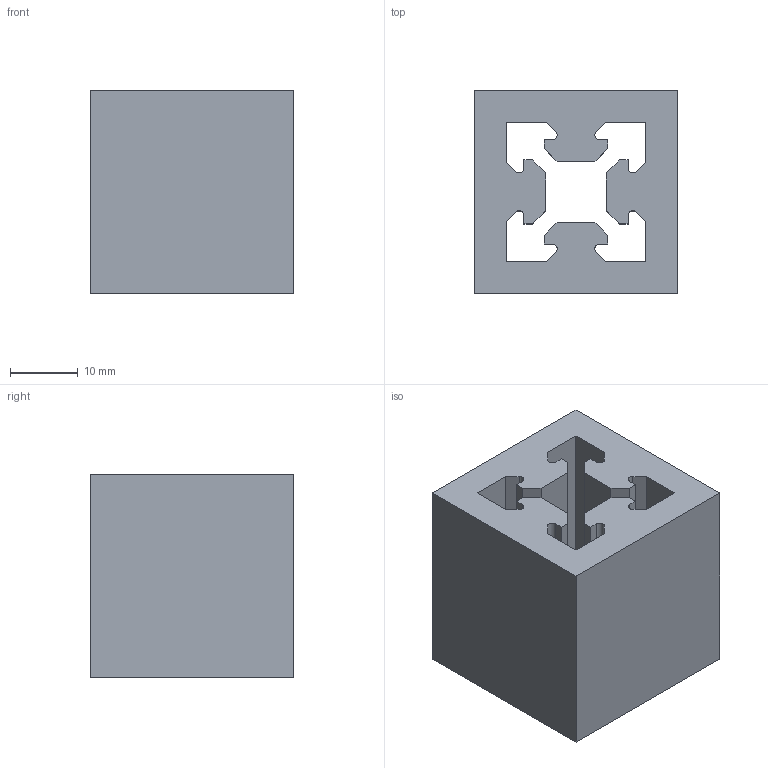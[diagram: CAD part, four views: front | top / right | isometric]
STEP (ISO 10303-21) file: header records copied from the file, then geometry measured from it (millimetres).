
FILE_DESCRIPTION (( 'STEP AP214' ), '1' );
FILE_NAME ('extrusion test.STEP', '2024-12-21T13:25:22', ( '' ), ( '' ), 'SwSTEP 2.0', 'SolidWorks 2023', '' );
FILE_SCHEMA (( 'AUTOMOTIVE_DESIGN' ));
Length unit declared in the file: millimetre
Products named in the file (1): extrusion test
Bounding box: 30 x 30 x 30 mm (x, y, z)
Volume: 19532.5 mm3; surface area: 9115.7 mm2
Topology: 1 solids, 1 shells, 60 faces, 174 edges, 116 vertices
Faces by surface type: plane 50, cylinder 10
Entity records: 1985 total; most frequent: CARTESIAN_POINT 351, ORIENTED_EDGE 348, DIRECTION 316, EDGE_CURVE 174, VECTOR 154, LINE 154, VERTEX_POINT 116, AXIS2_PLACEMENT_3D 81
